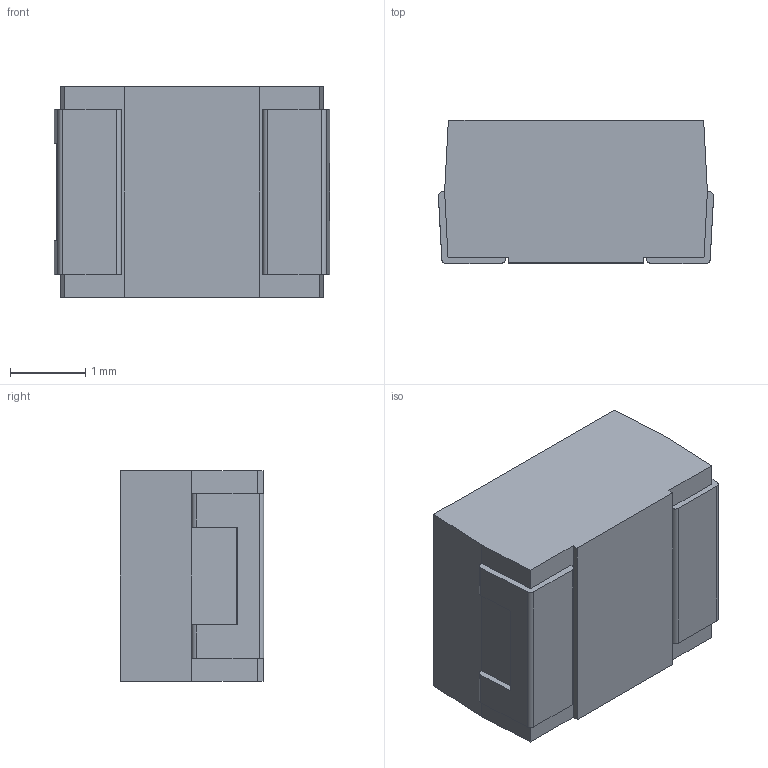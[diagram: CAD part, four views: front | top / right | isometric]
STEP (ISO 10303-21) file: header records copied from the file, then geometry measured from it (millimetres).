
FILE_DESCRIPTION (( 'STEP AP214' ), '1' );
FILE_NAME ('User Library-QT02752.STEP', '2013-06-22T07:54:54', ( 'Windows User' ), ( '' ), 'SwSTEP 2.0', 'SolidWorks 2013', '' );
FILE_SCHEMA (( 'AUTOMOTIVE_DESIGN' ));
Length unit declared in the file: millimetre
Products named in the file (1): User Library-QT02752
Bounding box: 3.66 x 1.91 x 2.8 mm (x, y, z)
Volume: 18.6 mm3; surface area: 59.7 mm2
Topology: 12 solids, 12 shells, 186 faces, 486 edges, 324 vertices
Faces by surface type: plane 123, bspline 51, cylinder 12
Entity records: 10657 total; most frequent: CARTESIAN_POINT 4272, ORIENTED_EDGE 972, DIRECTION 680, EDGE_CURVE 486, LINE 360, VECTOR 360, VERTEX_POINT 324, UNCERTAINTY_MEASURE_WITH_UNIT 194
